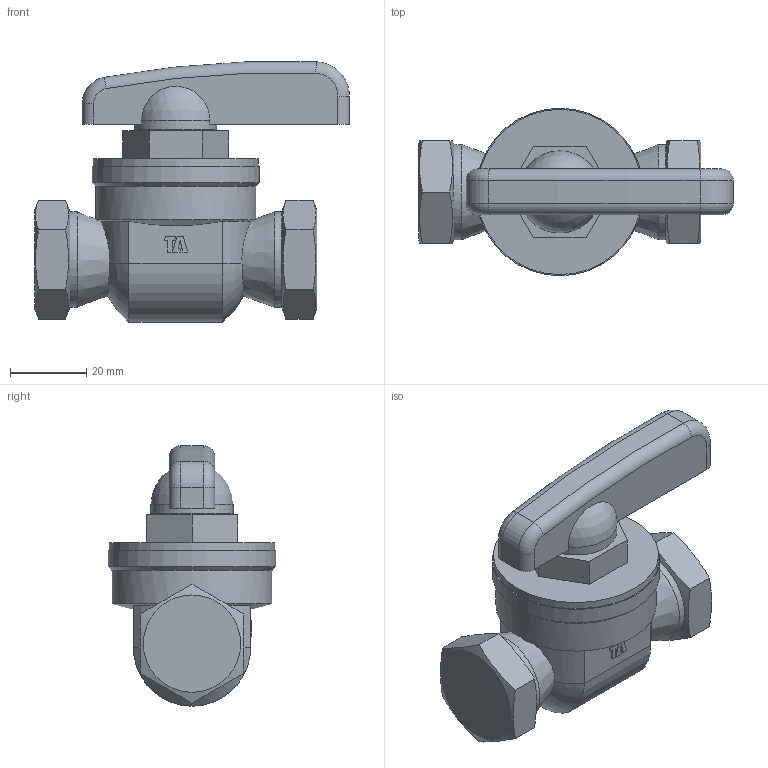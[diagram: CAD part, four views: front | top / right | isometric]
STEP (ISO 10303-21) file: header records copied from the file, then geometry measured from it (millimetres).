
FILE_DESCRIPTION( ( 'Unknown' ), '1' );
FILE_NAME( '58940115.stp', 'Unknown', ( 'Unknown' ), ( 'Unknown' ), 'XStep 1.0', 'Unknown', ' ' );
FILE_SCHEMA( ( 'CONFIG_CONTROL_DESIGN' ) );
Length unit declared in the file: millimetre
Products named in the file (1): 1
Bounding box: 82.5 x 43.9 x 68.25 mm (x, y, z)
Volume: 83636.9 mm3; surface area: 15595.9 mm2
Topology: 1 solids, 1 shells, 89 faces, 223 edges, 142 vertices
Faces by surface type: plane 51, cylinder 19, cone 9, torus 6, sphere 4
Full cylindrical faces by diameter (mm): 17 x1, 21.5 x1, 25 x2, 42 x1, 43.3 x1, 43.9 x1
Entity records: 2910 total; most frequent: CARTESIAN_POINT 861, ORIENTED_EDGE 406, DIRECTION 401, EDGE_CURVE 203, AXIS2_PLACEMENT_3D 146, VERTEX_POINT 136, EDGE_LOOP 109, LINE 109
